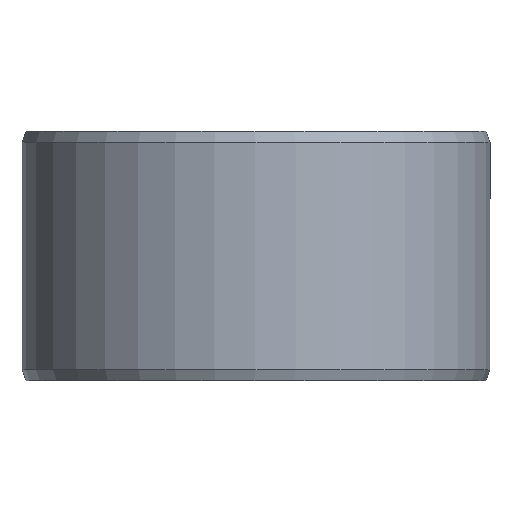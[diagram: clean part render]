
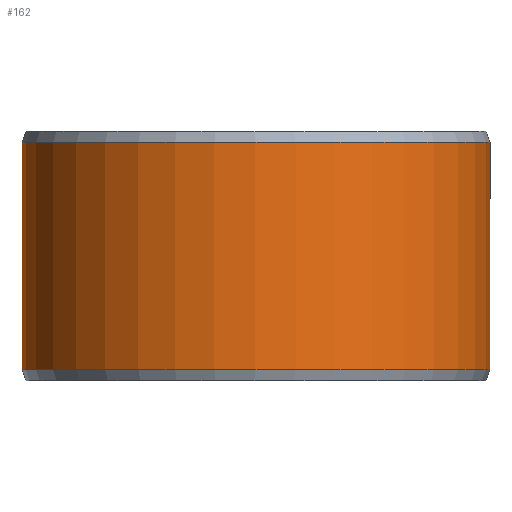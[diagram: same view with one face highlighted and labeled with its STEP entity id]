
A CAD part, front view. The second image highlights one B-rep face of the part: STEP entity #162.
In plain terms, the highlighted cylindrical face has radius 37.5 mm (diameter 75 mm), a partial arc.
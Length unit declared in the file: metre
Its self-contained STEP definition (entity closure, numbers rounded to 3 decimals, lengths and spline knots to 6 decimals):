
#162=ADVANCED_FACE('',(#185,#186),#187,.T.);
#185=FACE_OUTER_BOUND('',#211,.T.);
#186=FACE_BOUND('',#212,.T.);
#187=CYLINDRICAL_SURFACE('',#213,0.0375);
#211=EDGE_LOOP('',(#289,#290,#291,#292));
#212=EDGE_LOOP('',(#293));
#213=AXIS2_PLACEMENT_3D('',#294,#295,#296);
#289=ORIENTED_EDGE('',*,*,#314,.T.);
#290=ORIENTED_EDGE('',*,*,#323,.F.);
#291=ORIENTED_EDGE('',*,*,#309,.F.);
#292=ORIENTED_EDGE('',*,*,#324,.T.);
#293=ORIENTED_EDGE('',*,*,#327,.T.);
#294=CARTESIAN_POINT('',(0.,0.,0.0));
#295=DIRECTION('',(0.,0.0,-1.0));
#296=DIRECTION('',(-1.0,0.0,0.));
#309=EDGE_CURVE('',#341,#342,#343,.T.);
#314=EDGE_CURVE('',#351,#349,#352,.T.);
#323=EDGE_CURVE('',#342,#349,#365,.T.);
#324=EDGE_CURVE('',#341,#351,#366,.T.);
#327=EDGE_CURVE('',#370,#370,#371,.T.);
#341=VERTEX_POINT('',#389);
#342=VERTEX_POINT('',#390);
#343=CIRCLE('',#391,0.0375);
#349=VERTEX_POINT('',#399);
#351=VERTEX_POINT('',#402);
#352=CIRCLE('',#403,0.0375);
#365=LINE('',#422,#423);
#366=LINE('',#424,#425);
#370=VERTEX_POINT('',#495);
#371=B_SPLINE_CURVE_WITH_KNOTS('',3,(#496,#497,#498,#499,#500,#501,#502,#503,#504,#505,#506,#507,#508,#509,#510,#511,#512,#513,#514,#515,#516,#517,#518,#519,#520,#521,#522,#523,#524,#525,#526,#527,#528,#529,#530,#531,#532,#533,#534,#535,#536,#537,#538,#539,#540,#541,#542,#543,#544,#545,#546,#547,#548,#549,#550,#551,#552,#553,#554,#555,#556,#557,#558,#559,#560,#561),.UNSPECIFIED.,.T.,.F.,(2,2,2,2,2,2,2,2,2,2,2,2,2,2,2,2,2,2,2,2,2,2,2,2,2,2,2,2,2,2,2,2,2,2,2),(-0.000782,0.0,0.000782,0.001564,0.002346,0.003128,0.00391,0.004692,0.005475,0.006257,0.007039,0.007821,0.008603,0.009385,0.010167,0.010949,0.011731,0.012513,0.013295,0.014077,0.014859,0.015642,0.016424,0.017206,0.017988,0.01877,0.019552,0.020334,0.021116,0.021898,0.02268,0.023462,0.024244,0.025026,0.025809),.UNSPECIFIED.);
#389=CARTESIAN_POINT('',(0.000654,0.037494,0.0018));
#390=CARTESIAN_POINT('',(0.,0.0375,0.0018));
#391=AXIS2_PLACEMENT_3D('',#575,#576,#577);
#399=CARTESIAN_POINT('',(0.,0.0375,0.0382));
#402=CARTESIAN_POINT('',(0.000654,0.037494,0.0382));
#403=AXIS2_PLACEMENT_3D('',#584,#585,#586);
#422=CARTESIAN_POINT('',(0.,0.0375,0.0018));
#423=VECTOR('',#599,1.0);
#424=CARTESIAN_POINT('',(0.000654,0.037494,0.0018));
#425=VECTOR('',#600,1.0);
#495=CARTESIAN_POINT('',(0.0299,-0.022632,0.02));
#496=CARTESIAN_POINT('',(0.0299,-0.022632,0.019736));
#497=CARTESIAN_POINT('',(0.0299,-0.022632,0.020264));
#498=CARTESIAN_POINT('',(0.029916,-0.022612,0.020524));
#499=CARTESIAN_POINT('',(0.029978,-0.02253,0.021036));
#500=CARTESIAN_POINT('',(0.030024,-0.022468,0.02129));
#501=CARTESIAN_POINT('',(0.030145,-0.022306,0.021774));
#502=CARTESIAN_POINT('',(0.030218,-0.022207,0.022004));
#503=CARTESIAN_POINT('',(0.03039,-0.021971,0.022439));
#504=CARTESIAN_POINT('',(0.030489,-0.021834,0.022644));
#505=CARTESIAN_POINT('',(0.030703,-0.021532,0.023013));
#506=CARTESIAN_POINT('',(0.030818,-0.021367,0.023179));
#507=CARTESIAN_POINT('',(0.031066,-0.021006,0.023471));
#508=CARTESIAN_POINT('',(0.031195,-0.020812,0.023595));
#509=CARTESIAN_POINT('',(0.03146,-0.02041,0.023795));
#510=CARTESIAN_POINT('',(0.031597,-0.020198,0.023872));
#511=CARTESIAN_POINT('',(0.031872,-0.019761,0.023974));
#512=CARTESIAN_POINT('',(0.032008,-0.01954,0.024));
#513=CARTESIAN_POINT('',(0.032277,-0.019092,0.024));
#514=CARTESIAN_POINT('',(0.032411,-0.018863,0.023974));
#515=CARTESIAN_POINT('',(0.032666,-0.018418,0.023872));
#516=CARTESIAN_POINT('',(0.032788,-0.0182,0.023796));
#517=CARTESIAN_POINT('',(0.033021,-0.017775,0.023596));
#518=CARTESIAN_POINT('',(0.033131,-0.017568,0.023471));
#519=CARTESIAN_POINT('',(0.033332,-0.017183,0.023182));
#520=CARTESIAN_POINT('',(0.033424,-0.017003,0.023016));
#521=CARTESIAN_POINT('',(0.033593,-0.016668,0.022643));
#522=CARTESIAN_POINT('',(0.033666,-0.016519,0.022441));
#523=CARTESIAN_POINT('',(0.033793,-0.016258,0.022008));
#524=CARTESIAN_POINT('',(0.033847,-0.016144,0.021774));
#525=CARTESIAN_POINT('',(0.033934,-0.015962,0.02129));
#526=CARTESIAN_POINT('',(0.033966,-0.015893,0.021041));
#527=CARTESIAN_POINT('',(0.034009,-0.015799,0.020528));
#528=CARTESIAN_POINT('',(0.03402,-0.015775,0.020263));
#529=CARTESIAN_POINT('',(0.034021,-0.015775,0.01974));
#530=CARTESIAN_POINT('',(0.03401,-0.015798,0.019481));
#531=CARTESIAN_POINT('',(0.033966,-0.015891,0.018964));
#532=CARTESIAN_POINT('',(0.033934,-0.015961,0.018712));
#533=CARTESIAN_POINT('',(0.033848,-0.016142,0.01823));
#534=CARTESIAN_POINT('',(0.033794,-0.016254,0.017998));
#535=CARTESIAN_POINT('',(0.033666,-0.016518,0.01756));
#536=CARTESIAN_POINT('',(0.033593,-0.016667,0.017359));
#537=CARTESIAN_POINT('',(0.033427,-0.016997,0.01699));
#538=CARTESIAN_POINT('',(0.033334,-0.017181,0.016821));
#539=CARTESIAN_POINT('',(0.033132,-0.017566,0.01653));
#540=CARTESIAN_POINT('',(0.033024,-0.017769,0.016407));
#541=CARTESIAN_POINT('',(0.032792,-0.018194,0.016206));
#542=CARTESIAN_POINT('',(0.032667,-0.018416,0.016129));
#543=CARTESIAN_POINT('',(0.032413,-0.01886,0.016026));
#544=CARTESIAN_POINT('',(0.032282,-0.019084,0.016));
#545=CARTESIAN_POINT('',(0.03201,-0.019537,0.016));
#546=CARTESIAN_POINT('',(0.031873,-0.019759,0.016026));
#547=CARTESIAN_POINT('',(0.031601,-0.020192,0.016127));
#548=CARTESIAN_POINT('',(0.031463,-0.020406,0.016203));
#549=CARTESIAN_POINT('',(0.031196,-0.020811,0.016404));
#550=CARTESIAN_POINT('',(0.031068,-0.021002,0.016527));
#551=CARTESIAN_POINT('',(0.030822,-0.021361,0.016816));
#552=CARTESIAN_POINT('',(0.030704,-0.021531,0.016985));
#553=CARTESIAN_POINT('',(0.03049,-0.021833,0.017354));
#554=CARTESIAN_POINT('',(0.030393,-0.021967,0.017555));
#555=CARTESIAN_POINT('',(0.030219,-0.022205,0.017991));
#556=CARTESIAN_POINT('',(0.030145,-0.022305,0.018224));
#557=CARTESIAN_POINT('',(0.030025,-0.022467,0.018705));
#558=CARTESIAN_POINT('',(0.029979,-0.022529,0.018957));
#559=CARTESIAN_POINT('',(0.029916,-0.022612,0.019474));
#560=CARTESIAN_POINT('',(0.0299,-0.022632,0.019736));
#561=CARTESIAN_POINT('',(0.0299,-0.022632,0.020264));
#575=CARTESIAN_POINT('',(0.,0.,0.0018));
#576=DIRECTION('',(0.,0.0,-1.0));
#577=DIRECTION('',(-1.0,0.0,0.));
#584=CARTESIAN_POINT('',(0.,0.,0.0382));
#585=DIRECTION('',(0.,0.0,-1.0));
#586=DIRECTION('',(-1.0,0.0,0.));
#599=DIRECTION('',(0.,0.0,1.0));
#600=DIRECTION('',(0.,0.,1.0));
